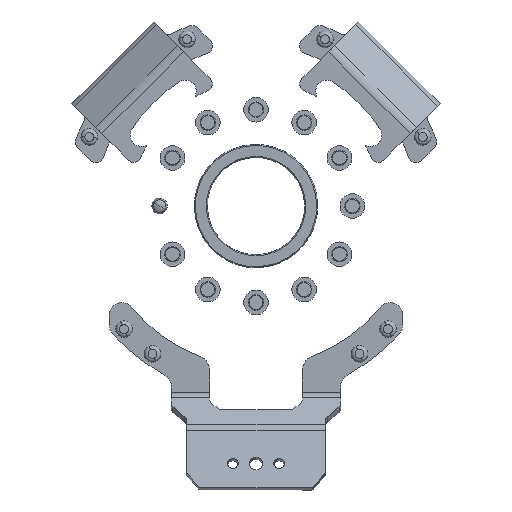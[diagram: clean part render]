
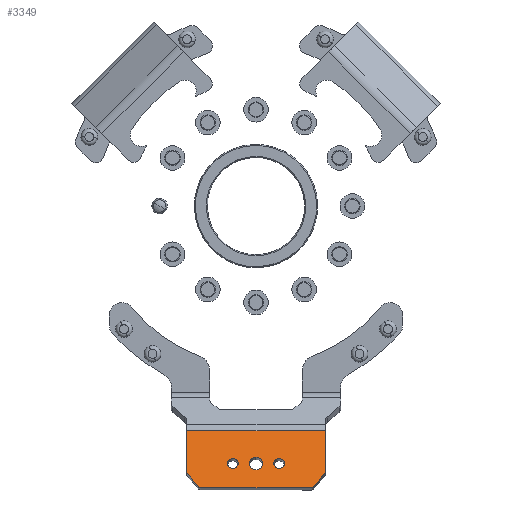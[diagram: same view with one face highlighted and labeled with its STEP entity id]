
A CAD part, front view. The second image highlights one B-rep face of the part: STEP entity #3349.
In plain terms, the highlighted planar face has unit normal (0, -0.951, 0.309).
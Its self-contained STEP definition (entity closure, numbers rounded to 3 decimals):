
#199 = VERTEX_POINT ( 'NONE', #9362 ) ;
#205 = DIRECTION ( 'NONE',  ( 0., 0.309, 0.951 ) ) ;
#315 = FACE_BOUND ( 'NONE', #1896, .T. ) ;
#328 = CIRCLE ( 'NONE', #5273, 4.25 ) ;
#456 = EDGE_CURVE ( 'NONE', #7147, #3354, #11829, .T. ) ;
#548 = CARTESIAN_POINT ( 'NONE',  ( 95., -20.547, -145.822 ) ) ;
#585 = VERTEX_POINT ( 'NONE', #2010 ) ;
#601 = CARTESIAN_POINT ( 'NONE',  ( -43., -29.159, -172.33 ) ) ;
#700 = LINE ( 'NONE', #4888, #12430 ) ;
#934 = EDGE_CURVE ( 'NONE', #10791, #12194, #328, .T. ) ;
#1076 = CARTESIAN_POINT ( 'NONE',  ( -45., -19.805, -143.539 ) ) ;
#1118 = DIRECTION ( 'NONE',  ( 0., 0.309, 0.951 ) ) ;
#1168 = VERTEX_POINT ( 'NONE', #7946 ) ;
#1187 = AXIS2_PLACEMENT_3D ( 'NONE', #12167, #12102, #6230 ) ;
#1258 = AXIS2_PLACEMENT_3D ( 'NONE', #601, #3761, #4841 ) ;
#1262 = CARTESIAN_POINT ( 'NONE',  ( 0., -27.376, -166.84 ) ) ;
#1374 = ORIENTED_EDGE ( 'NONE', *, *, #10161, .T. ) ;
#1495 = CIRCLE ( 'NONE', #13131, 3.4 ) ;
#1532 = EDGE_CURVE ( 'NONE', #12768, #13199, #7012, .T. ) ;
#1705 = DIRECTION ( 'NONE',  ( 0.643, -0.237, -0.729 ) ) ;
#1809 = EDGE_CURVE ( 'NONE', #12194, #10791, #2082, .T. ) ;
#1896 = EDGE_LOOP ( 'NONE', ( #10208, #1374 ) ) ;
#2010 = CARTESIAN_POINT ( 'NONE',  ( -45., -20.547, -145.822 ) ) ;
#2082 = CIRCLE ( 'NONE', #5950, 4.25 ) ;
#2114 = LINE ( 'NONE', #8316, #12426 ) ;
#2258 = DIRECTION ( 'NONE',  ( 0., 0.309, 0.951 ) ) ;
#2502 = EDGE_LOOP ( 'NONE', ( #8398, #12141 ) ) ;
#2543 = CARTESIAN_POINT ( 'NONE',  ( 37.208, -32.254, -181.853 ) ) ;
#2574 = VERTEX_POINT ( 'NONE', #5801 ) ;
#2623 = AXIS2_PLACEMENT_3D ( 'NONE', #8019, #10033, #6997 ) ;
#2640 = EDGE_LOOP ( 'NONE', ( #6093, #9602 ) ) ;
#2736 = CARTESIAN_POINT ( 'NONE',  ( 15., -28.426, -170.074 ) ) ;
#2940 = VERTEX_POINT ( 'NONE', #5333 ) ;
#3202 = CARTESIAN_POINT ( 'NONE',  ( 0., -27.376, -166.84 ) ) ;
#3266 = EDGE_CURVE ( 'NONE', #4145, #2940, #10905, .T. ) ;
#3349 = ADVANCED_FACE ( 'NONE', ( #5428, #3606, #315, #11688 ), #3534, .F. ) ;
#3354 = VERTEX_POINT ( 'NONE', #2543 ) ;
#3404 = VERTEX_POINT ( 'NONE', #2736 ) ;
#3412 = AXIS2_PLACEMENT_3D ( 'NONE', #4255, #5448, #205 ) ;
#3422 = VERTEX_POINT ( 'NONE', #7925 ) ;
#3493 = EDGE_CURVE ( 'NONE', #7147, #13199, #700, .T. ) ;
#3528 = CARTESIAN_POINT ( 'NONE',  ( -44.532, -29.557, -173.552 ) ) ;
#3534 = PLANE ( 'NONE',  #6598 ) ;
#3606 = FACE_BOUND ( 'NONE', #2640, .T. ) ;
#3627 = DIRECTION ( 'NONE',  ( 0.643, 0.237, 0.729 ) ) ;
#3761 = DIRECTION ( 'NONE',  ( 0., -0.951, 0.309 ) ) ;
#3826 = ORIENTED_EDGE ( 'NONE', *, *, #5485, .T. ) ;
#3849 = ORIENTED_EDGE ( 'NONE', *, *, #3266, .T. ) ;
#3896 = ORIENTED_EDGE ( 'NONE', *, *, #9094, .T. ) ;
#4145 = VERTEX_POINT ( 'NONE', #8508 ) ;
#4255 = CARTESIAN_POINT ( 'NONE',  ( -15., -27.376, -166.84 ) ) ;
#4423 = DIRECTION ( 'NONE',  ( 0., 0.309, 0.951 ) ) ;
#4460 = CARTESIAN_POINT ( 'NONE',  ( 0., -28.689, -170.882 ) ) ;
#4599 = EDGE_CURVE ( 'NONE', #199, #2574, #9228, .T. ) ;
#4693 = DIRECTION ( 'NONE',  ( 0., 0.309, 0.951 ) ) ;
#4723 = EDGE_CURVE ( 'NONE', #1168, #9990, #11385, .T. ) ;
#4817 = DIRECTION ( 'NONE',  ( -1., 0., 0. ) ) ;
#4835 = EDGE_CURVE ( 'NONE', #3422, #3404, #1495, .T. ) ;
#4841 = DIRECTION ( 'NONE',  ( 0., 0.309, 0.951 ) ) ;
#4888 = CARTESIAN_POINT ( 'NONE',  ( 95., -32.474, -182.532 ) ) ;
#5146 = CARTESIAN_POINT ( 'NONE',  ( 35.676, -32.474, -182.532 ) ) ;
#5273 = AXIS2_PLACEMENT_3D ( 'NONE', #1262, #11645, #8492 ) ;
#5333 = CARTESIAN_POINT ( 'NONE',  ( 45., -29.159, -172.33 ) ) ;
#5360 = CARTESIAN_POINT ( 'NONE',  ( 15., -27.376, -166.84 ) ) ;
#5428 = FACE_BOUND ( 'NONE', #2502, .T. ) ;
#5448 = DIRECTION ( 'NONE',  ( 0., 0.951, -0.309 ) ) ;
#5485 = EDGE_CURVE ( 'NONE', #9184, #585, #11801, .T. ) ;
#5526 = AXIS2_PLACEMENT_3D ( 'NONE', #8215, #11629, #4693 ) ;
#5631 = EDGE_CURVE ( 'NONE', #585, #1168, #6004, .T. ) ;
#5801 = CARTESIAN_POINT ( 'NONE',  ( -15., -26.325, -163.606 ) ) ;
#5950 = AXIS2_PLACEMENT_3D ( 'NONE', #3202, #9216, #2258 ) ;
#6004 = LINE ( 'NONE', #1076, #11844 ) ;
#6020 = DIRECTION ( 'NONE',  ( 0., 0.951, -0.309 ) ) ;
#6082 = CARTESIAN_POINT ( 'NONE',  ( 45., -20.547, -145.822 ) ) ;
#6093 = ORIENTED_EDGE ( 'NONE', *, *, #12900, .T. ) ;
#6150 = AXIS2_PLACEMENT_3D ( 'NONE', #8159, #9344, #1118 ) ;
#6230 = DIRECTION ( 'NONE',  ( 0., 0.309, 0.951 ) ) ;
#6332 = ORIENTED_EDGE ( 'NONE', *, *, #4723, .T. ) ;
#6406 = ORIENTED_EDGE ( 'NONE', *, *, #456, .T. ) ;
#6568 = CARTESIAN_POINT ( 'NONE',  ( 95., -19.805, -143.539 ) ) ;
#6598 = AXIS2_PLACEMENT_3D ( 'NONE', #6568, #10685, #4423 ) ;
#6811 = DIRECTION ( 'NONE',  ( -1., 0., 0. ) ) ;
#6997 = DIRECTION ( 'NONE',  ( 0., 0.309, 0.951 ) ) ;
#7012 = CIRCLE ( 'NONE', #1187, 2. ) ;
#7141 = EDGE_CURVE ( 'NONE', #9990, #12768, #8997, .T. ) ;
#7147 = VERTEX_POINT ( 'NONE', #5146 ) ;
#7446 = ORIENTED_EDGE ( 'NONE', *, *, #8027, .T. ) ;
#7593 = VECTOR ( 'NONE', #1705, 1000. ) ;
#7676 = LINE ( 'NONE', #8766, #10842 ) ;
#7858 = CARTESIAN_POINT ( 'NONE',  ( -35.676, -32.474, -182.532 ) ) ;
#7925 = CARTESIAN_POINT ( 'NONE',  ( 15., -26.325, -163.606 ) ) ;
#7946 = CARTESIAN_POINT ( 'NONE',  ( -45., -29.159, -172.33 ) ) ;
#8019 = CARTESIAN_POINT ( 'NONE',  ( 35.676, -31.856, -180.63 ) ) ;
#8027 = EDGE_CURVE ( 'NONE', #3354, #4145, #7676, .T. ) ;
#8159 = CARTESIAN_POINT ( 'NONE',  ( -15., -27.376, -166.84 ) ) ;
#8215 = CARTESIAN_POINT ( 'NONE',  ( 43., -29.159, -172.33 ) ) ;
#8316 = CARTESIAN_POINT ( 'NONE',  ( 45., -19.805, -143.539 ) ) ;
#8398 = ORIENTED_EDGE ( 'NONE', *, *, #934, .T. ) ;
#8492 = DIRECTION ( 'NONE',  ( 0., 0.309, 0.951 ) ) ;
#8508 = CARTESIAN_POINT ( 'NONE',  ( 44.532, -29.557, -173.552 ) ) ;
#8766 = CARTESIAN_POINT ( 'NONE',  ( 36.609, -32.474, -182.532 ) ) ;
#8848 = ORIENTED_EDGE ( 'NONE', *, *, #1532, .T. ) ;
#8997 = LINE ( 'NONE', #12972, #7593 ) ;
#9028 = ORIENTED_EDGE ( 'NONE', *, *, #5631, .T. ) ;
#9094 = EDGE_CURVE ( 'NONE', #2940, #9184, #2114, .T. ) ;
#9184 = VERTEX_POINT ( 'NONE', #6082 ) ;
#9215 = CIRCLE ( 'NONE', #10497, 3.4 ) ;
#9216 = DIRECTION ( 'NONE',  ( 0., 0.951, -0.309 ) ) ;
#9228 = CIRCLE ( 'NONE', #3412, 3.4 ) ;
#9344 = DIRECTION ( 'NONE',  ( 0., 0.951, -0.309 ) ) ;
#9362 = CARTESIAN_POINT ( 'NONE',  ( -15., -28.426, -170.074 ) ) ;
#9602 = ORIENTED_EDGE ( 'NONE', *, *, #4599, .T. ) ;
#9990 = VERTEX_POINT ( 'NONE', #3528 ) ;
#10033 = DIRECTION ( 'NONE',  ( 0., -0.951, 0.309 ) ) ;
#10161 = EDGE_CURVE ( 'NONE', #3404, #3422, #9215, .T. ) ;
#10197 = CARTESIAN_POINT ( 'NONE',  ( 15., -27.376, -166.84 ) ) ;
#10208 = ORIENTED_EDGE ( 'NONE', *, *, #4835, .T. ) ;
#10410 = DIRECTION ( 'NONE',  ( 0., 0.951, -0.309 ) ) ;
#10497 = AXIS2_PLACEMENT_3D ( 'NONE', #10197, #6020, #11015 ) ;
#10645 = ORIENTED_EDGE ( 'NONE', *, *, #7141, .T. ) ;
#10685 = DIRECTION ( 'NONE',  ( 0., 0.951, -0.309 ) ) ;
#10769 = VECTOR ( 'NONE', #6811, 1000. ) ;
#10791 = VERTEX_POINT ( 'NONE', #12674 ) ;
#10842 = VECTOR ( 'NONE', #3627, 1000. ) ;
#10900 = CARTESIAN_POINT ( 'NONE',  ( -37.208, -32.254, -181.853 ) ) ;
#10905 = CIRCLE ( 'NONE', #5526, 2. ) ;
#11015 = DIRECTION ( 'NONE',  ( 0., 0.309, 0.951 ) ) ;
#11307 = CIRCLE ( 'NONE', #6150, 3.4 ) ;
#11356 = DIRECTION ( 'NONE',  ( 0., 0.309, 0.951 ) ) ;
#11385 = CIRCLE ( 'NONE', #1258, 2. ) ;
#11611 = EDGE_LOOP ( 'NONE', ( #9028, #6332, #10645, #8848, #12260, #6406, #7446, #3849, #3896, #3826 ) ) ;
#11629 = DIRECTION ( 'NONE',  ( 0., -0.951, 0.309 ) ) ;
#11645 = DIRECTION ( 'NONE',  ( 0., 0.951, -0.309 ) ) ;
#11688 = FACE_OUTER_BOUND ( 'NONE', #11611, .T. ) ;
#11801 = LINE ( 'NONE', #548, #10769 ) ;
#11829 = CIRCLE ( 'NONE', #2623, 2. ) ;
#11844 = VECTOR ( 'NONE', #12205, 1000. ) ;
#12102 = DIRECTION ( 'NONE',  ( 0., -0.951, 0.309 ) ) ;
#12141 = ORIENTED_EDGE ( 'NONE', *, *, #1809, .T. ) ;
#12167 = CARTESIAN_POINT ( 'NONE',  ( -35.676, -31.856, -180.63 ) ) ;
#12194 = VERTEX_POINT ( 'NONE', #4460 ) ;
#12205 = DIRECTION ( 'NONE',  ( 0., -0.309, -0.951 ) ) ;
#12260 = ORIENTED_EDGE ( 'NONE', *, *, #3493, .F. ) ;
#12285 = DIRECTION ( 'NONE',  ( 0., 0.309, 0.951 ) ) ;
#12426 = VECTOR ( 'NONE', #12285, 1000. ) ;
#12430 = VECTOR ( 'NONE', #4817, 1000. ) ;
#12674 = CARTESIAN_POINT ( 'NONE',  ( 0., -26.062, -162.798 ) ) ;
#12768 = VERTEX_POINT ( 'NONE', #10900 ) ;
#12900 = EDGE_CURVE ( 'NONE', #2574, #199, #11307, .T. ) ;
#12972 = CARTESIAN_POINT ( 'NONE',  ( -36.609, -32.474, -182.532 ) ) ;
#13131 = AXIS2_PLACEMENT_3D ( 'NONE', #5360, #10410, #11356 ) ;
#13199 = VERTEX_POINT ( 'NONE', #7858 ) ;
